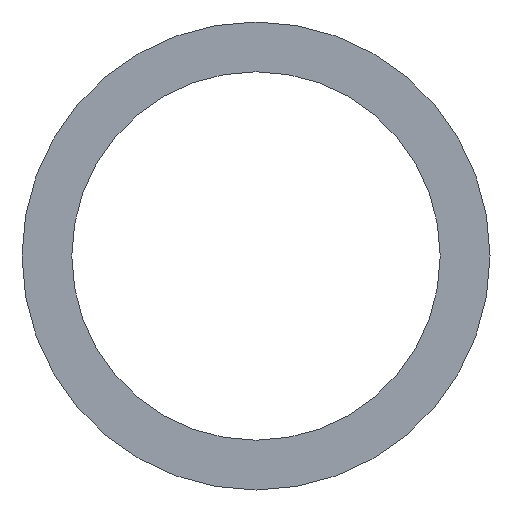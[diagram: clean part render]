
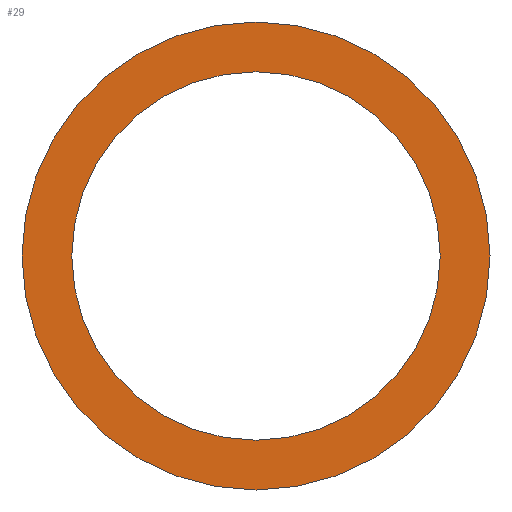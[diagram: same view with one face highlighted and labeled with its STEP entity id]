
A CAD part, front view. The second image highlights one B-rep face of the part: STEP entity #29.
In plain terms, the highlighted planar face has unit normal (0, -1, 0).
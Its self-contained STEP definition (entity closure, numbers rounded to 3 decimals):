
#7 = CARTESIAN_POINT ( 'NONE',  ( 0., 0., -15.875 ) ) ;
#8 = AXIS2_PLACEMENT_3D ( 'NONE', #18, #124, #144 ) ;
#13 = VERTEX_POINT ( 'NONE', #177 ) ;
#14 = FACE_OUTER_BOUND ( 'NONE', #170, .T. ) ;
#18 = CARTESIAN_POINT ( 'NONE',  ( 0., 0., 0. ) ) ;
#29 = ADVANCED_FACE ( 'NONE', ( #14, #152 ), #179, .F. ) ;
#30 = CIRCLE ( 'NONE', #235, 15.875 ) ;
#33 = EDGE_CURVE ( 'NONE', #212, #13, #39, .T. ) ;
#37 = DIRECTION ( 'NONE',  ( 0., 1., 0. ) ) ;
#39 = CIRCLE ( 'NONE', #172, 12.5 ) ;
#53 = DIRECTION ( 'NONE',  ( 0., 0., 1. ) ) ;
#56 = EDGE_LOOP ( 'NONE', ( #181, #128 ) ) ;
#63 = ORIENTED_EDGE ( 'NONE', *, *, #186, .F. ) ;
#67 = AXIS2_PLACEMENT_3D ( 'NONE', #243, #37, #204 ) ;
#76 = VERTEX_POINT ( 'NONE', #92 ) ;
#78 = CARTESIAN_POINT ( 'NONE',  ( 0., 0., -12.5 ) ) ;
#83 = EDGE_CURVE ( 'NONE', #237, #76, #192, .T. ) ;
#92 = CARTESIAN_POINT ( 'NONE',  ( 0., 0., 15.875 ) ) ;
#100 = CIRCLE ( 'NONE', #207, 12.5 ) ;
#124 = DIRECTION ( 'NONE',  ( 0., 1., 0. ) ) ;
#127 = DIRECTION ( 'NONE',  ( 0., 1., 0. ) ) ;
#128 = ORIENTED_EDGE ( 'NONE', *, *, #33, .T. ) ;
#134 = EDGE_CURVE ( 'NONE', #13, #212, #100, .T. ) ;
#144 = DIRECTION ( 'NONE',  ( 0., 0., 1. ) ) ;
#152 = FACE_BOUND ( 'NONE', #56, .T. ) ;
#170 = EDGE_LOOP ( 'NONE', ( #63, #176 ) ) ;
#172 = AXIS2_PLACEMENT_3D ( 'NONE', #203, #201, #53 ) ;
#176 = ORIENTED_EDGE ( 'NONE', *, *, #83, .F. ) ;
#177 = CARTESIAN_POINT ( 'NONE',  ( 0., 0., 12.5 ) ) ;
#179 = PLANE ( 'NONE',  #67 ) ;
#181 = ORIENTED_EDGE ( 'NONE', *, *, #134, .T. ) ;
#184 = CARTESIAN_POINT ( 'NONE',  ( 0., 0., 0. ) ) ;
#186 = EDGE_CURVE ( 'NONE', #76, #237, #30, .T. ) ;
#188 = CARTESIAN_POINT ( 'NONE',  ( 0., 0., 0. ) ) ;
#192 = CIRCLE ( 'NONE', #8, 15.875 ) ;
#201 = DIRECTION ( 'NONE',  ( 0., 1., 0. ) ) ;
#203 = CARTESIAN_POINT ( 'NONE',  ( 0., 0., 0. ) ) ;
#204 = DIRECTION ( 'NONE',  ( 0., 0., 1. ) ) ;
#205 = DIRECTION ( 'NONE',  ( 0., 1., 0. ) ) ;
#207 = AXIS2_PLACEMENT_3D ( 'NONE', #184, #127, #209 ) ;
#209 = DIRECTION ( 'NONE',  ( 0., 0., 1. ) ) ;
#212 = VERTEX_POINT ( 'NONE', #78 ) ;
#225 = DIRECTION ( 'NONE',  ( 0., 0., 1. ) ) ;
#235 = AXIS2_PLACEMENT_3D ( 'NONE', #188, #205, #225 ) ;
#237 = VERTEX_POINT ( 'NONE', #7 ) ;
#243 = CARTESIAN_POINT ( 'NONE',  ( 12.5, 0., 0. ) ) ;
